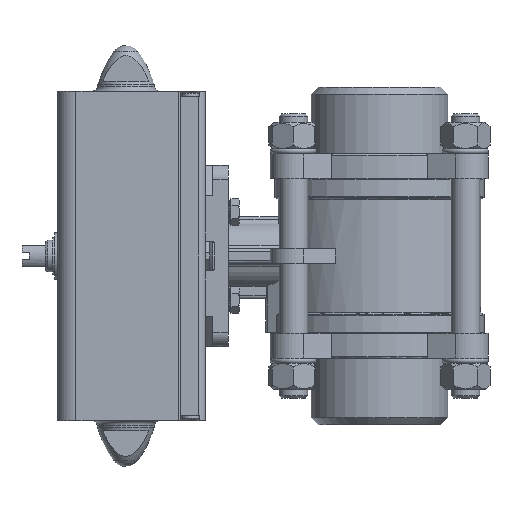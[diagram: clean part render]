
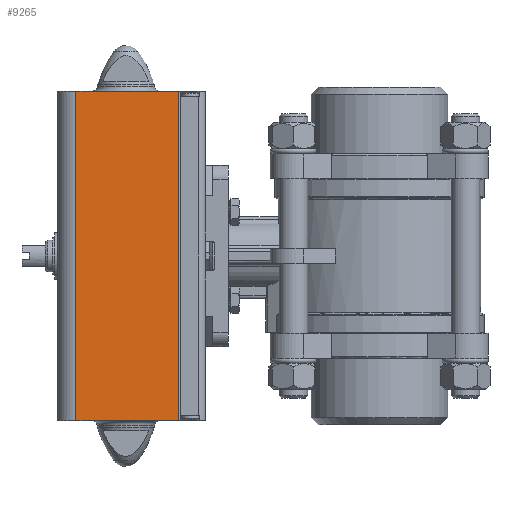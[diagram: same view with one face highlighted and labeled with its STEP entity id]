
A CAD part, left-side view. The second image highlights one B-rep face of the part: STEP entity #9265.
In plain terms, the highlighted planar face has unit normal (-1, 0, 0).
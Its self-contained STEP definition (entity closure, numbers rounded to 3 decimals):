
#2533=ORIENTED_EDGE('',*,*,#4279,.T.);
#2534=ORIENTED_EDGE('',*,*,#4280,.F.);
#2535=ORIENTED_EDGE('',*,*,#4281,.F.);
#2536=ORIENTED_EDGE('',*,*,#4282,.T.);
#4279=EDGE_CURVE('',#5297,#5298,#6005,.T.);
#4280=EDGE_CURVE('',#5299,#5298,#6006,.T.);
#4281=EDGE_CURVE('',#5300,#5299,#6007,.T.);
#4282=EDGE_CURVE('',#5300,#5297,#6008,.T.);
#5297=VERTEX_POINT('',#16032);
#5298=VERTEX_POINT('',#16033);
#5299=VERTEX_POINT('',#16035);
#5300=VERTEX_POINT('',#16037);
#6005=LINE('',#16031,#6663);
#6006=LINE('',#16034,#6664);
#6007=LINE('',#16036,#6665);
#6008=LINE('',#16038,#6666);
#6663=VECTOR('',#12243,1000.);
#6664=VECTOR('',#12244,1000.);
#6665=VECTOR('',#12245,1000.);
#6666=VECTOR('',#12246,1000.);
#7409=EDGE_LOOP('',(#2533,#2534,#2535,#2536));
#8244=FACE_BOUND('',#7409,.T.);
#8793=PLANE('',#10188);
#9265=ADVANCED_FACE('',(#8244),#8793,.F.);
#10188=AXIS2_PLACEMENT_3D('',#16030,#12241,#12242);
#12241=DIRECTION('',(1.,0.,0.));
#12242=DIRECTION('',(0.,0.,-1.));
#12243=DIRECTION('',(0.,-1.,0.));
#12244=DIRECTION('',(0.,0.,-1.));
#12245=DIRECTION('',(0.,-1.,0.));
#12246=DIRECTION('',(0.,0.,-1.));
#16030=CARTESIAN_POINT('',(-38.5,28.1,92.8));
#16031=CARTESIAN_POINT('',(-38.5,28.1,-92.8));
#16032=CARTESIAN_POINT('',(-38.5,28.1,-92.8));
#16033=CARTESIAN_POINT('',(-38.5,-29.6,-92.8));
#16034=CARTESIAN_POINT('',(-38.5,-29.6,92.8));
#16035=CARTESIAN_POINT('',(-38.5,-29.6,92.8));
#16036=CARTESIAN_POINT('',(-38.5,28.1,92.8));
#16037=CARTESIAN_POINT('',(-38.5,28.1,92.8));
#16038=CARTESIAN_POINT('',(-38.5,28.1,92.8));
